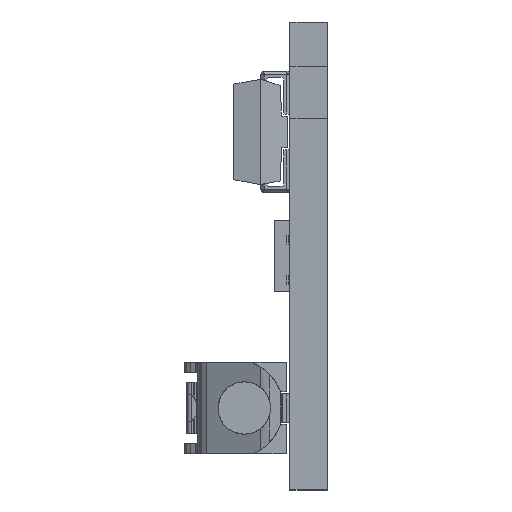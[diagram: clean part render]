
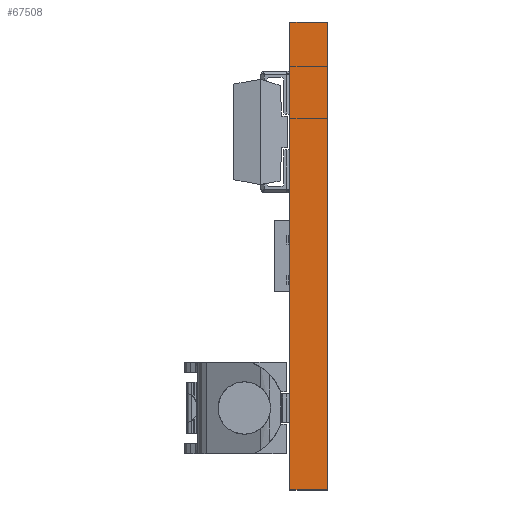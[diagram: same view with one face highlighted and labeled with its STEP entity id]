
A CAD part, left-side view. The second image highlights one B-rep face of the part: STEP entity #67508.
In plain terms, the highlighted planar face has unit normal (-1, 0, 0).
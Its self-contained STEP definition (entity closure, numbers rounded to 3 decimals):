
#533 = EDGE_CURVE ( 'NONE', #5197, #29308, #26241, .T. ) ;
#2109 = DIRECTION ( 'NONE',  ( 0., 0., 1. ) ) ;
#4764 = VECTOR ( 'NONE', #54349, 1000. ) ;
#5197 = VERTEX_POINT ( 'NONE', #37155 ) ;
#8397 = PLANE ( 'NONE',  #36519 ) ;
#8828 = VECTOR ( 'NONE', #31124, 1000. ) ;
#14877 = FACE_OUTER_BOUND ( 'NONE', #28574, .T. ) ;
#19700 = CARTESIAN_POINT ( 'NONE',  ( 0., -1.6, 10. ) ) ;
#21082 = ORIENTED_EDGE ( 'NONE', *, *, #50327, .T. ) ;
#21801 = ORIENTED_EDGE ( 'NONE', *, *, #533, .F. ) ;
#25347 = ORIENTED_EDGE ( 'NONE', *, *, #73669, .T. ) ;
#26241 = LINE ( 'NONE', #61475, #8828 ) ;
#28574 = EDGE_LOOP ( 'NONE', ( #21801, #31922, #25347, #21082 ) ) ;
#29308 = VERTEX_POINT ( 'NONE', #32943 ) ;
#31124 = DIRECTION ( 'NONE',  ( 0., 0., 1. ) ) ;
#31922 = ORIENTED_EDGE ( 'NONE', *, *, #57705, .F. ) ;
#32943 = CARTESIAN_POINT ( 'NONE',  ( 0., 0., 10. ) ) ;
#36519 = AXIS2_PLACEMENT_3D ( 'NONE', #47632, #41349, #2109 ) ;
#36749 = VECTOR ( 'NONE', #38936, 1000. ) ;
#37155 = CARTESIAN_POINT ( 'NONE',  ( 0., 0., -10. ) ) ;
#38936 = DIRECTION ( 'NONE',  ( 0., 0., 1. ) ) ;
#39594 = LINE ( 'NONE', #41507, #4764 ) ;
#41349 = DIRECTION ( 'NONE',  ( -1., 0., 0. ) ) ;
#41507 = CARTESIAN_POINT ( 'NONE',  ( 0., -1.6, 10. ) ) ;
#45502 = CARTESIAN_POINT ( 'NONE',  ( 0., -1.6, 0. ) ) ;
#47049 = VERTEX_POINT ( 'NONE', #78256 ) ;
#47632 = CARTESIAN_POINT ( 'NONE',  ( 0., -1.6, 0. ) ) ;
#50327 = EDGE_CURVE ( 'NONE', #58183, #29308, #39594, .T. ) ;
#50619 = VECTOR ( 'NONE', #53037, 1000. ) ;
#53037 = DIRECTION ( 'NONE',  ( 0., 1., 0. ) ) ;
#54349 = DIRECTION ( 'NONE',  ( 0., 1., 0. ) ) ;
#57705 = EDGE_CURVE ( 'NONE', #47049, #5197, #70090, .T. ) ;
#58183 = VERTEX_POINT ( 'NONE', #19700 ) ;
#61475 = CARTESIAN_POINT ( 'NONE',  ( 0., 0., 0. ) ) ;
#66253 = CARTESIAN_POINT ( 'NONE',  ( 0., -1.6, -10. ) ) ;
#67508 = ADVANCED_FACE ( 'NONE', ( #14877 ), #8397, .T. ) ;
#70090 = LINE ( 'NONE', #66253, #50619 ) ;
#73669 = EDGE_CURVE ( 'NONE', #47049, #58183, #73688, .T. ) ;
#73688 = LINE ( 'NONE', #45502, #36749 ) ;
#78256 = CARTESIAN_POINT ( 'NONE',  ( 0., -1.6, -10. ) ) ;
